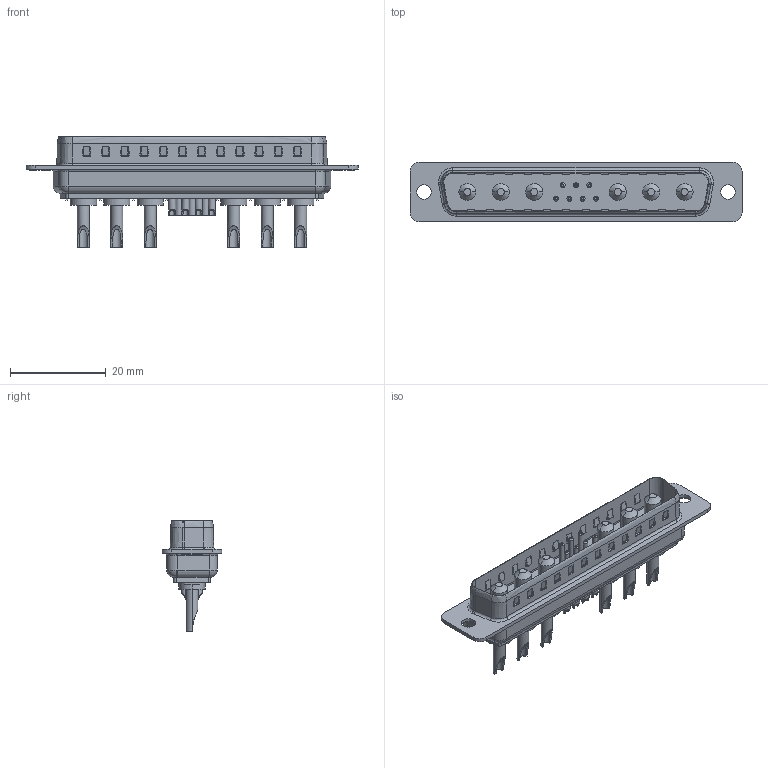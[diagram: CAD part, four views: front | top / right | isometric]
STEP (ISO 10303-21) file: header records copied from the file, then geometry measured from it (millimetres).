
FILE_DESCRIPTION (( 'STEP AP214' ), '1' );
FILE_NAME ('FDP1311-M0WS103K6KA-REF.STEP', '2024-10-10T09:02:47', ( '' ), ( '' ), 'SwSTEP 2.0', 'SolidWorks 2021', '' );
FILE_SCHEMA (( 'AUTOMOTIVE_DESIGN' ));
Length unit declared in the file: millimetre
Products named in the file (1): FDP1311-M0WS103K6KA-REF
Bounding box: 69.32 x 12.5 x 23.1 mm (x, y, z)
Volume: 4881 mm3; surface area: 5697.2 mm2
Topology: 1 solids, 8 shells, 1107 faces, 2523 edges, 1477 vertices
Faces by surface type: cylinder 527, plane 324, bspline 150, sphere 48, cone 38, torus 20
Entity records: 33722 total; most frequent: CARTESIAN_POINT 10666, ORIENTED_EDGE 4872, DIRECTION 4748, EDGE_CURVE 2436, AXIS2_PLACEMENT_3D 1790, VERTEX_POINT 1438, EDGE_LOOP 1218, LINE 1168
